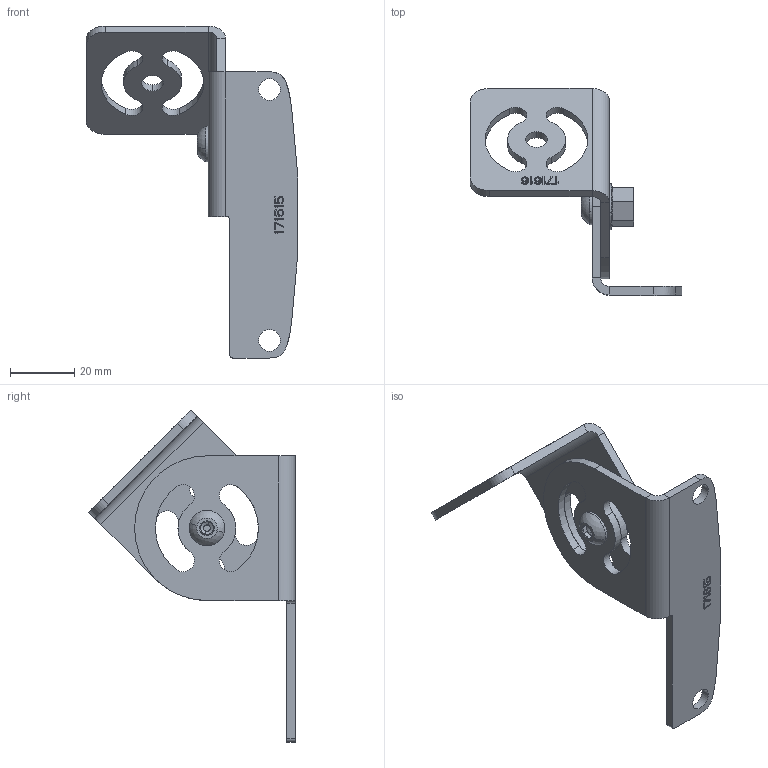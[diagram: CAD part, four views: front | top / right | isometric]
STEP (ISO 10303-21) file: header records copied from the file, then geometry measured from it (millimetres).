
FILE_DESCRIPTION((''),'2;1');
FILE_NAME('172907_ASM','2013-09-03T',('pdmadmin'),(''),'PRO/ENGINEER BY PARAMETRIC TECHNOLOGY CORPORATION, 2012300','PRO/ENGINEER BY PARAMETRIC TECHNOLOGY CORPORATION, 2012300','');
FILE_SCHEMA(('CONFIG_CONTROL_DESIGN'));
Products named in the file (5): 171615; 171616; 118737; 172923; 172907_ASM
Assembly tree (4 placements, depth 2):
  172907_ASM
    171615
    171616
    118737
    172923
Bounding box: 65.94 x 64.27 x 103.27 mm (x, y, z)
Volume: 18155.9 mm3; surface area: 17023 mm2
Topology: 4 solids, 5 shells, 492 faces, 1293 edges, 826 vertices
Faces by surface type: plane 338, cylinder 93, cone 55, sphere 4, bspline 2
Entity records: 15878 total; most frequent: CARTESIAN_POINT 3570, ORIENTED_EDGE 2582, DIRECTION 2417, EDGE_CURVE 1293, VECTOR 1035, LINE 1035, VERTEX_POINT 826, AXIS2_PLACEMENT_3D 691
